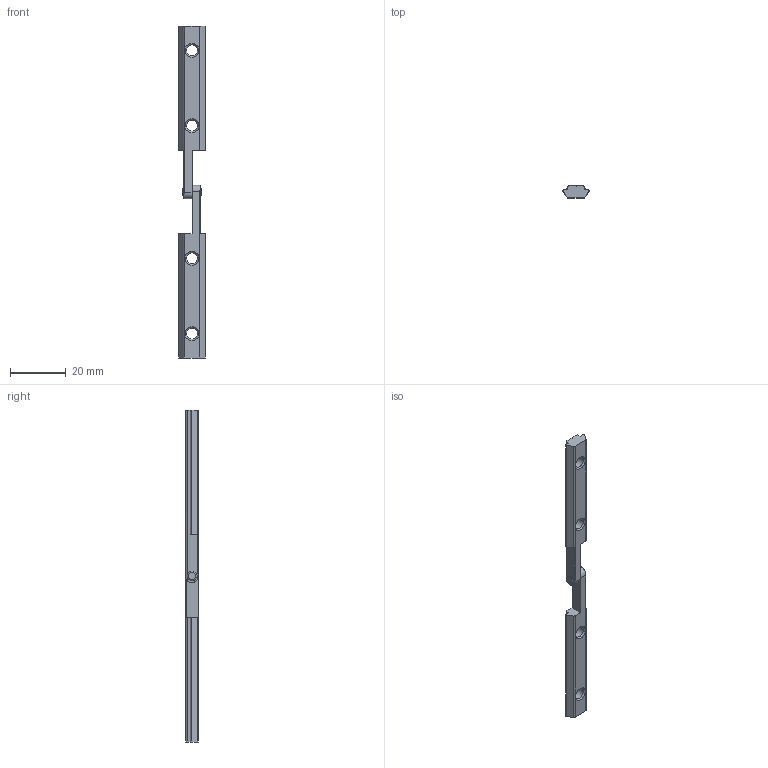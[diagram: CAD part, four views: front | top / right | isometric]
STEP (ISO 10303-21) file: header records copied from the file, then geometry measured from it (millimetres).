
FILE_DESCRIPTION (( 'STEP AP214' ), '1' );
FILE_NAME ('A479 Ïîâîðîòíûé âíóòðåííèé óãëîâîé ñîåäèíèòåëü 6-À, ïàç 6.STEP', '2021-07-20T07:38:00', ( 'Ïîëüçîâàòåëü Windows' ), ( '' ), 'SwSTEP 2.0', 'SolidWorks 2021', '' );
FILE_SCHEMA (( 'AUTOMOTIVE_DESIGN' ));
Length unit declared in the file: millimetre
Products named in the file (3): A479 Ïîâîðîòíûé âíóòðåííèé óãëîâîé ñîåäèíèòåëü 6-À, ïàç 6; A479 昢膼瘔膻嬅00; A479 务黖00
Assembly tree (3 placements, depth 2):
  A479 Ïîâîðîòíûé âíóòðåííèé óãëîâîé ñîåäèíèòåëü 6-À, ïàç 6
    A479 昢膼瘔膻嬅00  x2
    A479 务黖00
Bounding box: 9.39 x 4.4 x 119.6 mm (x, y, z)
Volume: 3033.5 mm3; surface area: 2985.5 mm2
Topology: 3 solids, 3 shells, 124 faces, 338 edges, 218 vertices
Faces by surface type: plane 50, cylinder 34, cone 24, bspline 16
Entity records: 2599 total; most frequent: CARTESIAN_POINT 823, ORIENTED_EDGE 356, DIRECTION 322, EDGE_CURVE 178, AXIS2_PLACEMENT_3D 124, VERTEX_POINT 115, LINE 74, VECTOR 74
